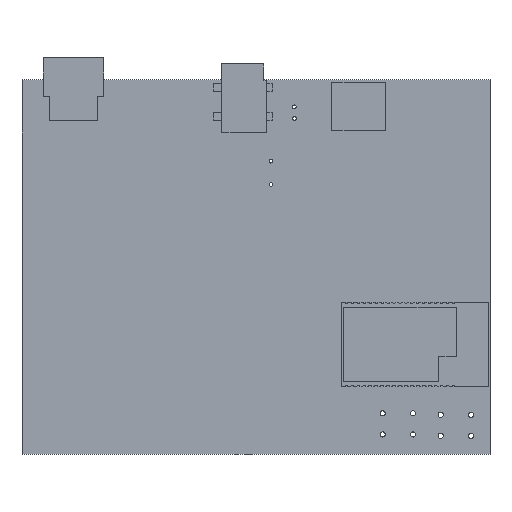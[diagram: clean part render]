
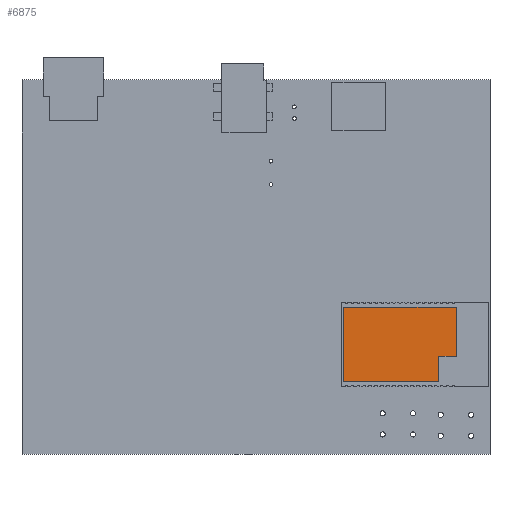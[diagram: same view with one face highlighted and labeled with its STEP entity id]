
A CAD part, top view. The second image highlights one B-rep face of the part: STEP entity #6875.
In plain terms, the highlighted planar face has unit normal (0, 0, 1).
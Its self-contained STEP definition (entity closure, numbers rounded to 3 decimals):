
#4368 = PLANE('',#4369);
#4369 = AXIS2_PLACEMENT_3D('',#4370,#4371,#4372);
#4370 = CARTESIAN_POINT('',(7.92,-15.24,0.8));
#4371 = DIRECTION('',(0.,-1.,0.));
#4372 = DIRECTION('',(-1.,0.,0.));
#4396 = PLANE('',#4397);
#4397 = AXIS2_PLACEMENT_3D('',#4398,#4399,#4400);
#4398 = CARTESIAN_POINT('',(-7.92,-15.24,0.8));
#4399 = DIRECTION('',(-1.,0.,0.));
#4400 = DIRECTION('',(0.,1.,0.));
#4424 = PLANE('',#4425);
#4425 = AXIS2_PLACEMENT_3D('',#4426,#4427,#4428);
#4426 = CARTESIAN_POINT('',(-7.92,8.85,0.8));
#4427 = DIRECTION('',(0.,1.,0.));
#4428 = DIRECTION('',(1.,0.,0.));
#4452 = PLANE('',#4453);
#4453 = AXIS2_PLACEMENT_3D('',#4454,#4455,#4456);
#4454 = CARTESIAN_POINT('',(2.53,8.85,0.8));
#4455 = DIRECTION('',(1.,0.,0.));
#4456 = DIRECTION('',(0.,-1.,0.));
#4480 = PLANE('',#4481);
#4481 = AXIS2_PLACEMENT_3D('',#4482,#4483,#4484);
#4482 = CARTESIAN_POINT('',(2.53,5.13,0.8));
#4483 = DIRECTION('',(0.,1.,0.));
#4484 = DIRECTION('',(1.,0.,0.));
#4506 = PLANE('',#4507);
#4507 = AXIS2_PLACEMENT_3D('',#4508,#4509,#4510);
#4508 = CARTESIAN_POINT('',(7.92,5.13,0.8));
#4509 = DIRECTION('',(1.,0.,0.));
#4510 = DIRECTION('',(0.,-1.,0.));
#6581 = VERTEX_POINT('',#6582);
#6582 = CARTESIAN_POINT('',(7.92,-15.24,3.3));
#6603 = EDGE_CURVE('',#6581,#6604,#6606,.T.);
#6604 = VERTEX_POINT('',#6605);
#6605 = CARTESIAN_POINT('',(-7.92,-15.24,3.3));
#6606 = SURFACE_CURVE('',#6607,(#6611,#6618),.PCURVE_S1.);
#6607 = LINE('',#6608,#6609);
#6608 = CARTESIAN_POINT('',(7.92,-15.24,3.3));
#6609 = VECTOR('',#6610,1.);
#6610 = DIRECTION('',(-1.,0.,0.));
#6611 = PCURVE('',#4368,#6612);
#6612 = DEFINITIONAL_REPRESENTATION('',(#6613),#6617);
#6613 = LINE('',#6614,#6615);
#6614 = CARTESIAN_POINT('',(0.,-2.5));
#6615 = VECTOR('',#6616,1.);
#6616 = DIRECTION('',(1.,0.));
#6617 = ( GEOMETRIC_REPRESENTATION_CONTEXT(2) 
PARAMETRIC_REPRESENTATION_CONTEXT() REPRESENTATION_CONTEXT('2D SPACE',''
  ) );
#6618 = PCURVE('',#6619,#6624);
#6619 = PLANE('',#6620);
#6620 = AXIS2_PLACEMENT_3D('',#6621,#6622,#6623);
#6621 = CARTESIAN_POINT('',(-0.251,-3.446,3.3));
#6622 = DIRECTION('',(0.,0.,1.));
#6623 = DIRECTION('',(1.,0.,-0.));
#6624 = DEFINITIONAL_REPRESENTATION('',(#6625),#6629);
#6625 = LINE('',#6626,#6627);
#6626 = CARTESIAN_POINT('',(8.171,-11.794));
#6627 = VECTOR('',#6628,1.);
#6628 = DIRECTION('',(-1.,0.));
#6629 = ( GEOMETRIC_REPRESENTATION_CONTEXT(2) 
PARAMETRIC_REPRESENTATION_CONTEXT() REPRESENTATION_CONTEXT('2D SPACE',''
  ) );
#6657 = VERTEX_POINT('',#6658);
#6658 = CARTESIAN_POINT('',(7.92,5.13,3.3));
#6679 = EDGE_CURVE('',#6657,#6581,#6680,.T.);
#6680 = SURFACE_CURVE('',#6681,(#6685,#6692),.PCURVE_S1.);
#6681 = LINE('',#6682,#6683);
#6682 = CARTESIAN_POINT('',(7.92,5.13,3.3));
#6683 = VECTOR('',#6684,1.);
#6684 = DIRECTION('',(0.,-1.,0.));
#6685 = PCURVE('',#4506,#6686);
#6686 = DEFINITIONAL_REPRESENTATION('',(#6687),#6691);
#6687 = LINE('',#6688,#6689);
#6688 = CARTESIAN_POINT('',(0.,-2.5));
#6689 = VECTOR('',#6690,1.);
#6690 = DIRECTION('',(1.,0.));
#6691 = ( GEOMETRIC_REPRESENTATION_CONTEXT(2) 
PARAMETRIC_REPRESENTATION_CONTEXT() REPRESENTATION_CONTEXT('2D SPACE',''
  ) );
#6692 = PCURVE('',#6619,#6693);
#6693 = DEFINITIONAL_REPRESENTATION('',(#6694),#6698);
#6694 = LINE('',#6695,#6696);
#6695 = CARTESIAN_POINT('',(8.171,8.576));
#6696 = VECTOR('',#6697,1.);
#6697 = DIRECTION('',(0.,-1.));
#6698 = ( GEOMETRIC_REPRESENTATION_CONTEXT(2) 
PARAMETRIC_REPRESENTATION_CONTEXT() REPRESENTATION_CONTEXT('2D SPACE',''
  ) );
#6706 = VERTEX_POINT('',#6707);
#6707 = CARTESIAN_POINT('',(2.53,5.13,3.3));
#6728 = EDGE_CURVE('',#6706,#6657,#6729,.T.);
#6729 = SURFACE_CURVE('',#6730,(#6734,#6741),.PCURVE_S1.);
#6730 = LINE('',#6731,#6732);
#6731 = CARTESIAN_POINT('',(2.53,5.13,3.3));
#6732 = VECTOR('',#6733,1.);
#6733 = DIRECTION('',(1.,0.,0.));
#6734 = PCURVE('',#4480,#6735);
#6735 = DEFINITIONAL_REPRESENTATION('',(#6736),#6740);
#6736 = LINE('',#6737,#6738);
#6737 = CARTESIAN_POINT('',(0.,-2.5));
#6738 = VECTOR('',#6739,1.);
#6739 = DIRECTION('',(1.,0.));
#6740 = ( GEOMETRIC_REPRESENTATION_CONTEXT(2) 
PARAMETRIC_REPRESENTATION_CONTEXT() REPRESENTATION_CONTEXT('2D SPACE',''
  ) );
#6741 = PCURVE('',#6619,#6742);
#6742 = DEFINITIONAL_REPRESENTATION('',(#6743),#6747);
#6743 = LINE('',#6744,#6745);
#6744 = CARTESIAN_POINT('',(2.781,8.576));
#6745 = VECTOR('',#6746,1.);
#6746 = DIRECTION('',(1.,0.));
#6747 = ( GEOMETRIC_REPRESENTATION_CONTEXT(2) 
PARAMETRIC_REPRESENTATION_CONTEXT() REPRESENTATION_CONTEXT('2D SPACE',''
  ) );
#6755 = VERTEX_POINT('',#6756);
#6756 = CARTESIAN_POINT('',(2.53,8.85,3.3));
#6777 = EDGE_CURVE('',#6755,#6706,#6778,.T.);
#6778 = SURFACE_CURVE('',#6779,(#6783,#6790),.PCURVE_S1.);
#6779 = LINE('',#6780,#6781);
#6780 = CARTESIAN_POINT('',(2.53,8.85,3.3));
#6781 = VECTOR('',#6782,1.);
#6782 = DIRECTION('',(0.,-1.,0.));
#6783 = PCURVE('',#4452,#6784);
#6784 = DEFINITIONAL_REPRESENTATION('',(#6785),#6789);
#6785 = LINE('',#6786,#6787);
#6786 = CARTESIAN_POINT('',(0.,-2.5));
#6787 = VECTOR('',#6788,1.);
#6788 = DIRECTION('',(1.,0.));
#6789 = ( GEOMETRIC_REPRESENTATION_CONTEXT(2) 
PARAMETRIC_REPRESENTATION_CONTEXT() REPRESENTATION_CONTEXT('2D SPACE',''
  ) );
#6790 = PCURVE('',#6619,#6791);
#6791 = DEFINITIONAL_REPRESENTATION('',(#6792),#6796);
#6792 = LINE('',#6793,#6794);
#6793 = CARTESIAN_POINT('',(2.781,12.296));
#6794 = VECTOR('',#6795,1.);
#6795 = DIRECTION('',(0.,-1.));
#6796 = ( GEOMETRIC_REPRESENTATION_CONTEXT(2) 
PARAMETRIC_REPRESENTATION_CONTEXT() REPRESENTATION_CONTEXT('2D SPACE',''
  ) );
#6804 = VERTEX_POINT('',#6805);
#6805 = CARTESIAN_POINT('',(-7.92,8.85,3.3));
#6826 = EDGE_CURVE('',#6804,#6755,#6827,.T.);
#6827 = SURFACE_CURVE('',#6828,(#6832,#6839),.PCURVE_S1.);
#6828 = LINE('',#6829,#6830);
#6829 = CARTESIAN_POINT('',(-7.92,8.85,3.3));
#6830 = VECTOR('',#6831,1.);
#6831 = DIRECTION('',(1.,0.,0.));
#6832 = PCURVE('',#4424,#6833);
#6833 = DEFINITIONAL_REPRESENTATION('',(#6834),#6838);
#6834 = LINE('',#6835,#6836);
#6835 = CARTESIAN_POINT('',(0.,-2.5));
#6836 = VECTOR('',#6837,1.);
#6837 = DIRECTION('',(1.,0.));
#6838 = ( GEOMETRIC_REPRESENTATION_CONTEXT(2) 
PARAMETRIC_REPRESENTATION_CONTEXT() REPRESENTATION_CONTEXT('2D SPACE',''
  ) );
#6839 = PCURVE('',#6619,#6840);
#6840 = DEFINITIONAL_REPRESENTATION('',(#6841),#6845);
#6841 = LINE('',#6842,#6843);
#6842 = CARTESIAN_POINT('',(-7.669,12.296));
#6843 = VECTOR('',#6844,1.);
#6844 = DIRECTION('',(1.,0.));
#6845 = ( GEOMETRIC_REPRESENTATION_CONTEXT(2) 
PARAMETRIC_REPRESENTATION_CONTEXT() REPRESENTATION_CONTEXT('2D SPACE',''
  ) );
#6853 = EDGE_CURVE('',#6604,#6804,#6854,.T.);
#6854 = SURFACE_CURVE('',#6855,(#6859,#6866),.PCURVE_S1.);
#6855 = LINE('',#6856,#6857);
#6856 = CARTESIAN_POINT('',(-7.92,-15.24,3.3));
#6857 = VECTOR('',#6858,1.);
#6858 = DIRECTION('',(0.,1.,0.));
#6859 = PCURVE('',#4396,#6860);
#6860 = DEFINITIONAL_REPRESENTATION('',(#6861),#6865);
#6861 = LINE('',#6862,#6863);
#6862 = CARTESIAN_POINT('',(0.,-2.5));
#6863 = VECTOR('',#6864,1.);
#6864 = DIRECTION('',(1.,0.));
#6865 = ( GEOMETRIC_REPRESENTATION_CONTEXT(2) 
PARAMETRIC_REPRESENTATION_CONTEXT() REPRESENTATION_CONTEXT('2D SPACE',''
  ) );
#6866 = PCURVE('',#6619,#6867);
#6867 = DEFINITIONAL_REPRESENTATION('',(#6868),#6872);
#6868 = LINE('',#6869,#6870);
#6869 = CARTESIAN_POINT('',(-7.669,-11.794));
#6870 = VECTOR('',#6871,1.);
#6871 = DIRECTION('',(0.,1.));
#6872 = ( GEOMETRIC_REPRESENTATION_CONTEXT(2) 
PARAMETRIC_REPRESENTATION_CONTEXT() REPRESENTATION_CONTEXT('2D SPACE',''
  ) );
#6875 = ADVANCED_FACE('',(#6876),#6619,.T.);
#6876 = FACE_BOUND('',#6877,.F.);
#6877 = EDGE_LOOP('',(#6878,#6879,#6880,#6881,#6882,#6883));
#6878 = ORIENTED_EDGE('',*,*,#6853,.T.);
#6879 = ORIENTED_EDGE('',*,*,#6826,.T.);
#6880 = ORIENTED_EDGE('',*,*,#6777,.T.);
#6881 = ORIENTED_EDGE('',*,*,#6728,.T.);
#6882 = ORIENTED_EDGE('',*,*,#6679,.T.);
#6883 = ORIENTED_EDGE('',*,*,#6603,.T.);
